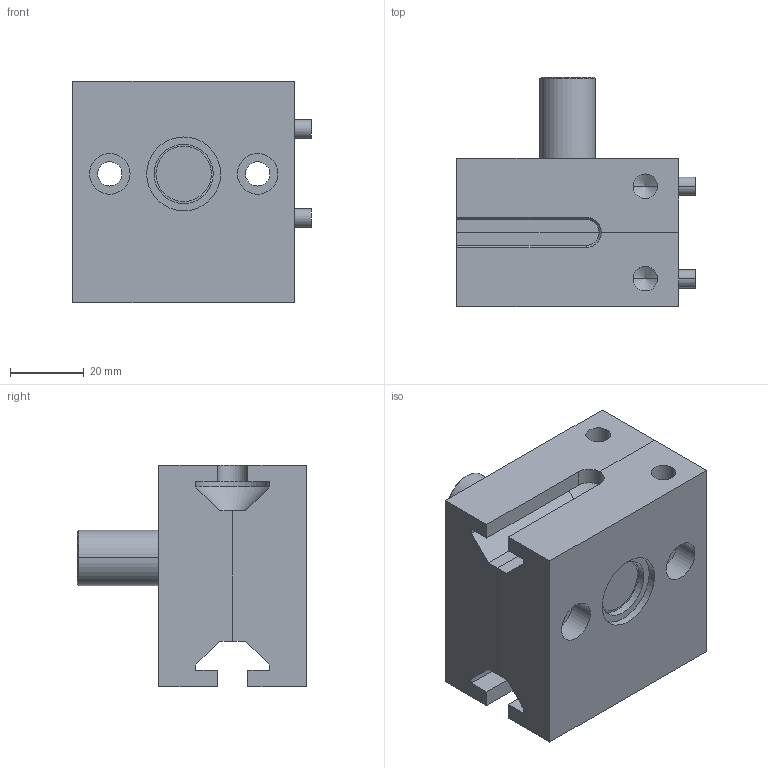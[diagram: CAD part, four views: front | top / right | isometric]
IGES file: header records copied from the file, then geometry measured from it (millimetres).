
Global section: file name: No Iges File Name specified; native system: AutoDesk Inventor R11.0; preprocessor: AutoDesk Inventor Iges Exporter R11.0; author: No Author specified; organization: No Organization specified; date: 20070910.120559; units: millimetre
Bounding box: 64.5 x 62 x 60 mm (x, y, z)
Volume: 122685.2 mm3; surface area: 27931.8 mm2
Topology: 1 solids, 1 shells, 170 faces, 417 edges, 269 vertices
Faces by surface type: plane 79, bspline 64, revolution 15, cylinder 10, cone 2
